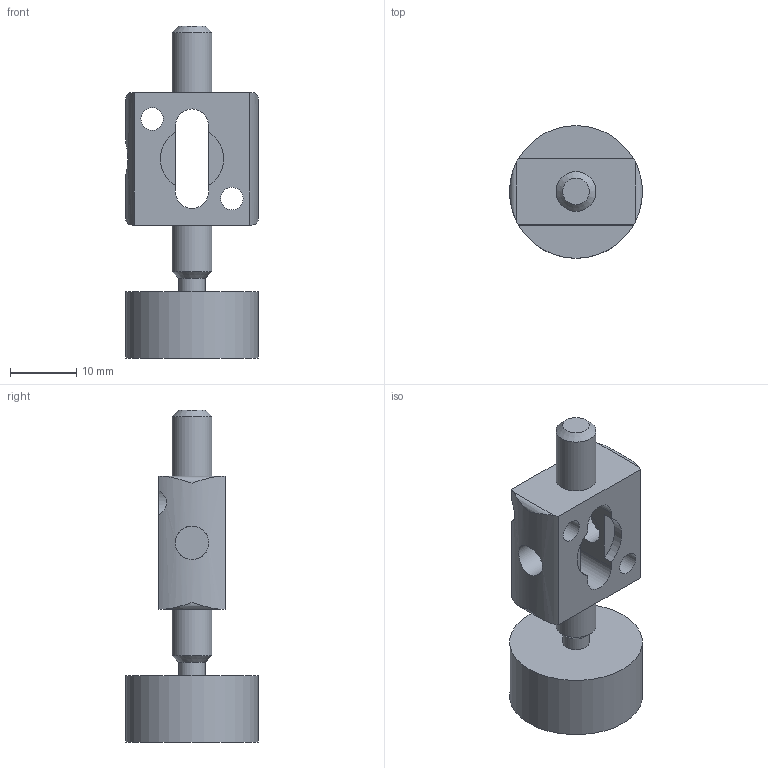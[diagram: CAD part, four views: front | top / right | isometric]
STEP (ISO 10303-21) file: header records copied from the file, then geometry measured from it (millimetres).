
FILE_DESCRIPTION(/* description */ (''),/* implementation_level */ '2;1');
FILE_NAME(/* name */ 'SS2DP029 Line Generator Mount.stp',/* time_stamp */ '2020-05-05T20:45:19+01:00',/* author */ ('james'),/* organization */ (''),/* preprocessor_version */ 'ST-DEVELOPER v18',/* originating_system */ 'Autodesk Inventor 2020',/* authorisation */ '');
FILE_SCHEMA (('AUTOMOTIVE_DESIGN { 1 0 10303 214 3 1 1 }'));
Length unit declared in the file: millimetre
Products named in the file (1): SS2DP029 Line Generator Mount
Bounding box: 20 x 20 x 50 mm (x, y, z)
Volume: 6194.4 mm3; surface area: 3637.5 mm2
Topology: 1 solids, 1 shells, 36 faces, 99 edges, 69 vertices
Faces by surface type: cylinder 20, plane 14, cone 2
Full cylindrical faces by diameter (mm): 3.4 x2, 4 x1, 5.05 x2, 6 x2, 6.5 x2, 20 x1
Entity records: 1311 total; most frequent: CARTESIAN_POINT 306, DIRECTION 204, ORIENTED_EDGE 198, EDGE_CURVE 99, AXIS2_PLACEMENT_3D 81, VERTEX_POINT 69, EDGE_LOOP 48, CIRCLE 44
